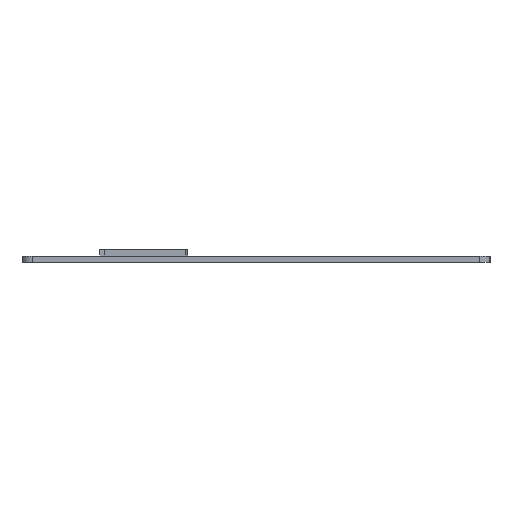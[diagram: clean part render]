
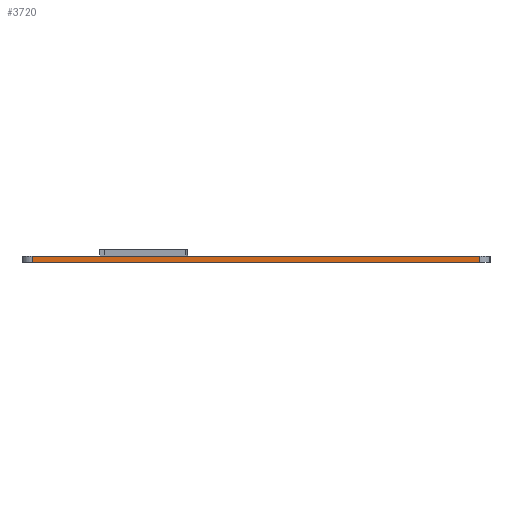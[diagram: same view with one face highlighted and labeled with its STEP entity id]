
A CAD part, left-side view. The second image highlights one B-rep face of the part: STEP entity #3720.
In plain terms, the highlighted planar face has unit normal (-1, 0, 0).
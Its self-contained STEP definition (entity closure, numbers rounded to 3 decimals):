
#369=PLANE('',#3976);
#470=FACE_OUTER_BOUND('',#696,.T.);
#696=EDGE_LOOP('',(#2757,#2758,#2759,#2760));
#927=LINE('',#4758,#1265);
#992=LINE('',#5339,#1330);
#993=LINE('',#5342,#1331);
#994=LINE('',#5343,#1332);
#1265=VECTOR('',#4148,10.);
#1330=VECTOR('',#4233,10.);
#1331=VECTOR('',#4236,10.);
#1332=VECTOR('',#4237,10.);
#1630=VERTEX_POINT('',#4755);
#1631=VERTEX_POINT('',#4757);
#1772=VERTEX_POINT('',#5337);
#1773=VERTEX_POINT('',#5341);
#2019=EDGE_CURVE('',#1630,#1631,#927,.T.);
#2164=EDGE_CURVE('',#1772,#1630,#992,.T.);
#2165=EDGE_CURVE('',#1773,#1772,#993,.T.);
#2166=EDGE_CURVE('',#1631,#1773,#994,.T.);
#2757=ORIENTED_EDGE('',*,*,#2164,.F.);
#2758=ORIENTED_EDGE('',*,*,#2165,.F.);
#2759=ORIENTED_EDGE('',*,*,#2166,.F.);
#2760=ORIENTED_EDGE('',*,*,#2019,.F.);
#3720=ADVANCED_FACE('',(#470),#369,.T.);
#3976=AXIS2_PLACEMENT_3D('',#5340,#4234,#4235);
#4148=DIRECTION('',(0.,-1.,0.));
#4233=DIRECTION('',(0.,0.,1.));
#4234=DIRECTION('center_axis',(-1.,0.,0.));
#4235=DIRECTION('ref_axis',(0.,-1.,0.));
#4236=DIRECTION('',(0.,1.,0.));
#4237=DIRECTION('',(0.,0.,-1.));
#4755=CARTESIAN_POINT('',(-9.5,215.5,3.));
#4757=CARTESIAN_POINT('',(-9.5,-4.5,3.));
#4758=CARTESIAN_POINT('',(-9.5,-9.5,3.));
#5337=CARTESIAN_POINT('',(-9.5,215.5,0.));
#5339=CARTESIAN_POINT('',(-9.5,215.5,0.));
#5340=CARTESIAN_POINT('Origin',(-9.5,220.5,0.));
#5341=CARTESIAN_POINT('',(-9.5,-4.5,0.));
#5342=CARTESIAN_POINT('',(-9.5,-9.5,0.));
#5343=CARTESIAN_POINT('',(-9.5,-4.5,0.));
